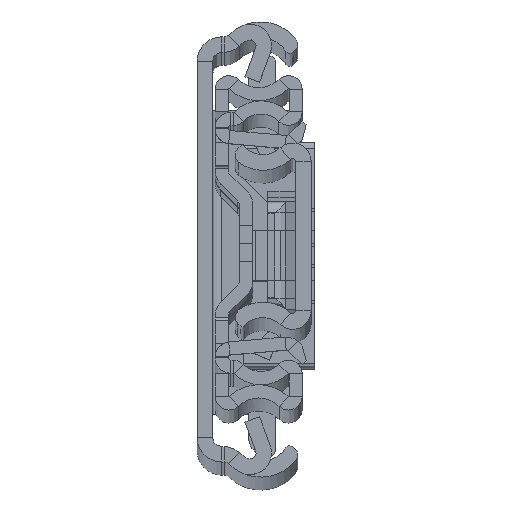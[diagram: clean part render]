
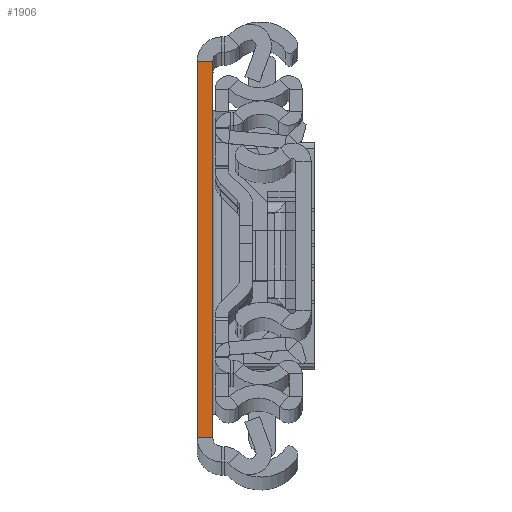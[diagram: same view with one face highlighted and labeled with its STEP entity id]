
A CAD part, top view. The second image highlights one B-rep face of the part: STEP entity #1906.
In plain terms, the highlighted planar face has unit normal (0, 0, 1).
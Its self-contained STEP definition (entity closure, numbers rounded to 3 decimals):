
#21 = ORIENTED_EDGE ( 'NONE', *, *, #5835, .T. ) ;
#289 = FACE_OUTER_BOUND ( 'NONE', #17126, .T. ) ;
#352 = VERTEX_POINT ( 'NONE', #1921 ) ;
#965 = DIRECTION ( 'NONE',  ( 0., 1., 0. ) ) ;
#1839 = EDGE_CURVE ( 'NONE', #16073, #15929, #2319, .T. ) ;
#1897 = AXIS2_PLACEMENT_3D ( 'NONE', #10825, #2685, #8279 ) ;
#1906 = ADVANCED_FACE ( 'NONE', ( #289 ), #3883, .F. ) ;
#1921 = CARTESIAN_POINT ( 'NONE',  ( 0., 31.5, 0. ) ) ;
#2319 = LINE ( 'NONE', #13463, #2768 ) ;
#2685 = DIRECTION ( 'NONE',  ( 0., 0., -1. ) ) ;
#2768 = VECTOR ( 'NONE', #965, 1000. ) ;
#3883 = PLANE ( 'NONE',  #1897 ) ;
#4313 = ORIENTED_EDGE ( 'NONE', *, *, #9175, .F. ) ;
#4367 = LINE ( 'NONE', #17192, #13018 ) ;
#4451 = DIRECTION ( 'NONE',  ( 0., 1., 0. ) ) ;
#5835 = EDGE_CURVE ( 'NONE', #8851, #16073, #10330, .T. ) ;
#6326 = VECTOR ( 'NONE', #15960, 1000. ) ;
#6694 = DIRECTION ( 'NONE',  ( 1., 0., 0. ) ) ;
#8193 = CARTESIAN_POINT ( 'NONE',  ( 2.6, -31.5, 0. ) ) ;
#8279 = DIRECTION ( 'NONE',  ( 0., 1., 0. ) ) ;
#8679 = ORIENTED_EDGE ( 'NONE', *, *, #10965, .F. ) ;
#8851 = VERTEX_POINT ( 'NONE', #16005 ) ;
#8883 = VECTOR ( 'NONE', #6694, 1000. ) ;
#9175 = EDGE_CURVE ( 'NONE', #352, #15929, #12064, .T. ) ;
#10330 = LINE ( 'NONE', #10425, #6326 ) ;
#10425 = CARTESIAN_POINT ( 'NONE',  ( 2.6, -31.5, 0. ) ) ;
#10825 = CARTESIAN_POINT ( 'NONE',  ( 2.6, -31.5, 0. ) ) ;
#10965 = EDGE_CURVE ( 'NONE', #8851, #352, #4367, .T. ) ;
#12064 = LINE ( 'NONE', #14707, #8883 ) ;
#12600 = ORIENTED_EDGE ( 'NONE', *, *, #1839, .T. ) ;
#13018 = VECTOR ( 'NONE', #4451, 1000. ) ;
#13463 = CARTESIAN_POINT ( 'NONE',  ( 2.6, -31.5, 0. ) ) ;
#14707 = CARTESIAN_POINT ( 'NONE',  ( 2.6, 31.5, 0. ) ) ;
#14743 = CARTESIAN_POINT ( 'NONE',  ( 2.6, 31.5, 0. ) ) ;
#15929 = VERTEX_POINT ( 'NONE', #14743 ) ;
#15960 = DIRECTION ( 'NONE',  ( 1., 0., 0. ) ) ;
#16005 = CARTESIAN_POINT ( 'NONE',  ( 0., -31.5, 0. ) ) ;
#16073 = VERTEX_POINT ( 'NONE', #8193 ) ;
#17126 = EDGE_LOOP ( 'NONE', ( #4313, #8679, #21, #12600 ) ) ;
#17192 = CARTESIAN_POINT ( 'NONE',  ( 0., -31.5, 0. ) ) ;
